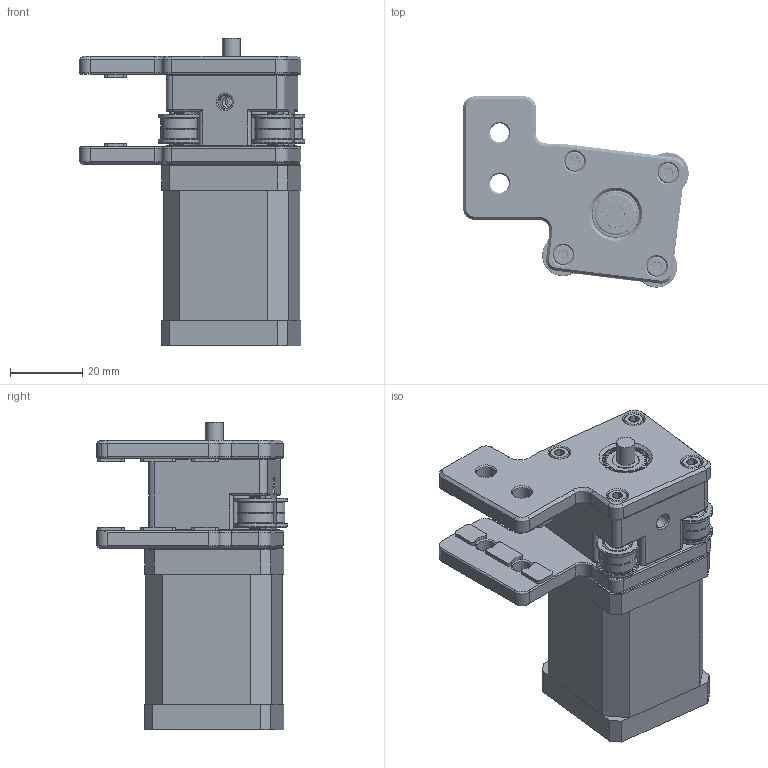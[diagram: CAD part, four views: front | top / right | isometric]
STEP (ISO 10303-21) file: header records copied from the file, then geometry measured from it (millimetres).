
FILE_DESCRIPTION(/* description */ ('','CAx-IF Rec.Pracs.---Representation and Presentation of Product Manufacturing Information (PMI)---4.0---2014-10-13'),/* implementation_level */ '2;1');
FILE_NAME(/* name */ 'X Axis Front Right Stepper.step',/* time_stamp */ '2024-12-21T09:22:24-05:00',/* author */ (''),/* organization */ (''),/* preprocessor_version */ 'ST-DEVELOPER v20',/* originating_system */ 'Autodesk Translation Framework v13.20.0.188',/* authorisation */ '');
FILE_SCHEMA (('AP242_MANAGED_MODEL_BASED_3D_ENGINEERING_MIM_LF { 1 0 10303 442 1 1 4 }'));
Length unit declared in the file: millimetre
Products named in the file (8): X Axis Front Right Stepper; Nema14; Nema14 S35 (1); Hardware (1); 91292A022_18-8 Stainless Steel Socket Head Screw; GT2 20T Pulley 6mm (1); 7804K138_Stainless Steel Ball Bearing; 57155K549_Stainless Steel Ball Bearing
Assembly tree (15 placements, depth 3):
  X Axis Front Right Stepper
    Nema14
      Nema14 S35 (1)
    Hardware (1)
      91292A022_18-8 Stainless Steel Socket Head Screw  x4
      GT2 20T Pulley 6mm (1)
      57155K549_Stainless Steel Ball Bearing  x6
      7804K138_Stainless Steel Ball Bearing
Bounding box: 62.23 x 52.73 x 85 mm (x, y, z)
Volume: 90937.8 mm3; surface area: 40573.7 mm2
Topology: 104 solids, 104 shells, 1280 faces, 3069 edges, 1957 vertices
Faces by surface type: cylinder 641, plane 315, cone 172, torus 73, sphere 62, bspline 17
Full cylindrical faces by diameter (mm): 2.35 x140, 3 x162, 3.2 x13, 4 x1, 4.517 x12, 4.744 x12, 5 x5, 5.2 x4, 5.275 x12, 5.5 x8, 6.9 x2, 7 x2, 7.4 x2, 7.5 x2, 7.725 x12, 8.483 x24, 9.735 x6, 10 x6, 10.84 x2, 11.5 x6, 11.7 x4, 12.8 x1, 13 x1, 13.1 x1, 15 x1, 15.1 x1, 16 x2, 22 x1, 22.2 x2
Entity records: 27860 total; most frequent: CARTESIAN_POINT 10733, DIRECTION 3706, ORIENTED_EDGE 3390, EDGE_CURVE 1695, AXIS2_PLACEMENT_3D 1482, VERTEX_POINT 1089, EDGE_LOOP 818, CIRCLE 754
